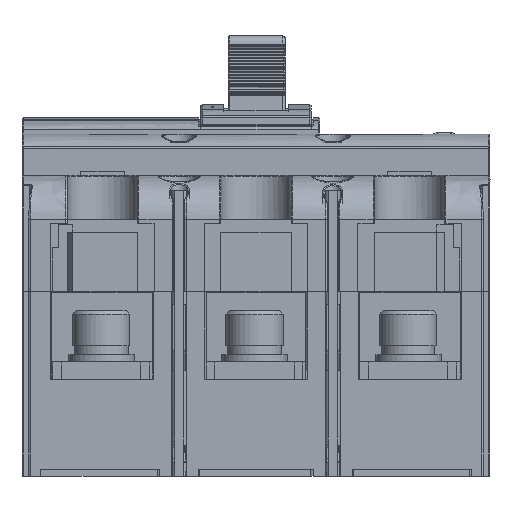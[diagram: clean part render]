
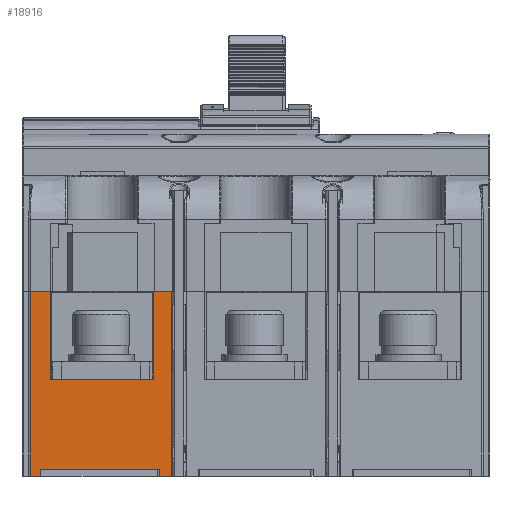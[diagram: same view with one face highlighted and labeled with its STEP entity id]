
A CAD part, front view. The second image highlights one B-rep face of the part: STEP entity #18916.
In plain terms, the highlighted planar face has unit normal (0, -1, 0).
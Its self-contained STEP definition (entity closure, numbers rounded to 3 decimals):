
#144=DIRECTION('',(-1.,0.,0.));
#145=VECTOR('',#144,4.562);
#146=CARTESIAN_POINT('',(-248.4,-82.6,-26.5));
#147=LINE('',#146,#145);
#539=DIRECTION('',(-1.,0.,0.));
#540=VECTOR('',#539,4.05);
#541=CARTESIAN_POINT('',(-220.75,-82.6,-26.5));
#542=LINE('',#541,#540);
#4897=DIRECTION('',(0.,0.,-1.));
#4898=VECTOR('',#4897,1.6);
#4899=CARTESIAN_POINT('',(-250.6,-82.6,-66.9));
#4900=LINE('',#4899,#4898);
#4901=DIRECTION('',(-1.,0.,0.));
#4902=VECTOR('',#4901,2.362);
#4903=CARTESIAN_POINT('',(-250.6,-82.6,-68.5));
#4904=LINE('',#4903,#4902);
#4905=DIRECTION('',(1.,0.,0.));
#4906=VECTOR('',#4905,23.6);
#4907=CARTESIAN_POINT('',(-248.4,-82.6,-46.5));
#4908=LINE('',#4907,#4906);
#4909=DIRECTION('',(0.,0.,1.));
#4910=VECTOR('',#4909,20.);
#4911=CARTESIAN_POINT('',(-224.8,-82.6,-46.5));
#4912=LINE('',#4911,#4910);
#4913=DIRECTION('',(-1.,0.,0.));
#4914=VECTOR('',#4913,2.75);
#4915=CARTESIAN_POINT('',(-220.75,-82.6,-68.5));
#4916=LINE('',#4915,#4914);
#4917=DIRECTION('',(0.,0.,1.));
#4918=VECTOR('',#4917,1.6);
#4919=CARTESIAN_POINT('',(-223.5,-82.6,-68.5));
#4920=LINE('',#4919,#4918);
#4925=DIRECTION('',(0.,0.,-1.));
#4926=VECTOR('',#4925,42.);
#4927=CARTESIAN_POINT('',(-252.962,-82.6,-26.5));
#4928=LINE('',#4927,#4926);
#4949=DIRECTION('',(0.,0.,1.));
#4950=VECTOR('',#4949,20.);
#4951=CARTESIAN_POINT('',(-248.4,-82.6,-46.5));
#4952=LINE('',#4951,#4950);
#5479=DIRECTION('',(1.,0.,0.));
#5480=VECTOR('',#5479,27.1);
#5481=CARTESIAN_POINT('',(-250.6,-82.6,-66.9));
#5482=LINE('',#5481,#5480);
#5776=DIRECTION('',(0.,0.,1.));
#5777=VECTOR('',#5776,42.);
#5778=CARTESIAN_POINT('',(-220.75,-82.6,-68.5));
#5779=LINE('',#5778,#5777);
#9627=CARTESIAN_POINT('',(-220.75,-82.6,-26.5));
#9628=VERTEX_POINT('',#9627);
#9629=CARTESIAN_POINT('',(-224.8,-82.6,-26.5));
#9630=VERTEX_POINT('',#9629);
#10571=CARTESIAN_POINT('',(-224.8,-82.6,-46.5));
#10572=VERTEX_POINT('',#10571);
#10577=CARTESIAN_POINT('',(-250.6,-82.6,-66.9));
#10578=CARTESIAN_POINT('',(-250.6,-82.6,-68.5));
#10579=VERTEX_POINT('',#10577);
#10580=VERTEX_POINT('',#10578);
#10581=CARTESIAN_POINT('',(-252.962,-82.6,-68.5));
#10582=VERTEX_POINT('',#10581);
#10583=CARTESIAN_POINT('',(-252.962,-82.6,-26.5));
#10584=VERTEX_POINT('',#10583);
#10585=CARTESIAN_POINT('',(-248.4,-82.6,-26.5));
#10586=VERTEX_POINT('',#10585);
#10587=CARTESIAN_POINT('',(-248.4,-82.6,-46.5));
#10588=VERTEX_POINT('',#10587);
#10589=CARTESIAN_POINT('',(-220.75,-82.6,-68.5));
#10590=VERTEX_POINT('',#10589);
#10591=CARTESIAN_POINT('',(-223.5,-82.6,-68.5));
#10592=VERTEX_POINT('',#10591);
#10593=CARTESIAN_POINT('',(-223.5,-82.6,-66.9));
#10594=VERTEX_POINT('',#10593);
#18889=CARTESIAN_POINT('',(-149.581,-82.6,-67.5));
#18890=DIRECTION('',(0.,1.,0.));
#18891=DIRECTION('',(1.,0.,0.));
#18892=AXIS2_PLACEMENT_3D('',#18889,#18890,#18891);
#18893=PLANE('',#18892);
#18894=ORIENTED_EDGE('',*,*,#18880,.T.);
#18895=ORIENTED_EDGE('',*,*,#18869,.T.);
#18897=ORIENTED_EDGE('',*,*,#18896,.F.);
#18898=ORIENTED_EDGE('',*,*,#12606,.F.);
#18900=ORIENTED_EDGE('',*,*,#18899,.F.);
#18902=ORIENTED_EDGE('',*,*,#18901,.T.);
#18904=ORIENTED_EDGE('',*,*,#18903,.T.);
#18905=ORIENTED_EDGE('',*,*,#12960,.F.);
#18907=ORIENTED_EDGE('',*,*,#18906,.F.);
#18909=ORIENTED_EDGE('',*,*,#18908,.T.);
#18911=ORIENTED_EDGE('',*,*,#18910,.T.);
#18913=ORIENTED_EDGE('',*,*,#18912,.F.);
#18914=EDGE_LOOP('',(#18894,#18895,#18897,#18898,#18900,#18902,#18904,#18905,
#18907,#18909,#18911,#18913));
#18915=FACE_OUTER_BOUND('',#18914,.F.);
#18916=ADVANCED_FACE('',(#18915),#18893,.F.);
#12606=EDGE_CURVE('',#10586,#10584,#147,.T.);
#12960=EDGE_CURVE('',#9628,#9630,#542,.T.);
#18869=EDGE_CURVE('',#10580,#10582,#4904,.T.);
#18880=EDGE_CURVE('',#10579,#10580,#4900,.T.);
#18896=EDGE_CURVE('',#10584,#10582,#4928,.T.);
#18899=EDGE_CURVE('',#10588,#10586,#4952,.T.);
#18901=EDGE_CURVE('',#10588,#10572,#4908,.T.);
#18903=EDGE_CURVE('',#10572,#9630,#4912,.T.);
#18906=EDGE_CURVE('',#10590,#9628,#5779,.T.);
#18908=EDGE_CURVE('',#10590,#10592,#4916,.T.);
#18910=EDGE_CURVE('',#10592,#10594,#4920,.T.);
#18912=EDGE_CURVE('',#10579,#10594,#5482,.T.);
